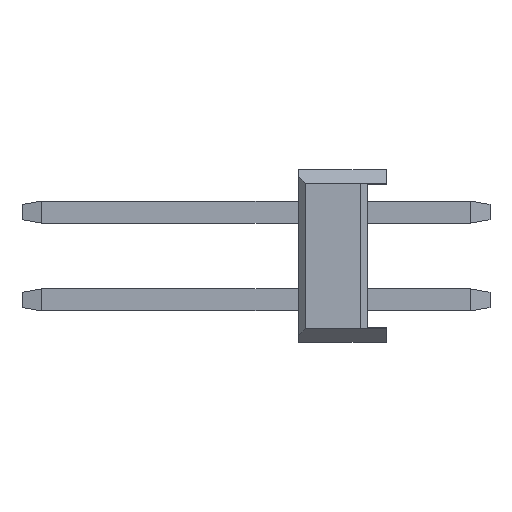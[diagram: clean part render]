
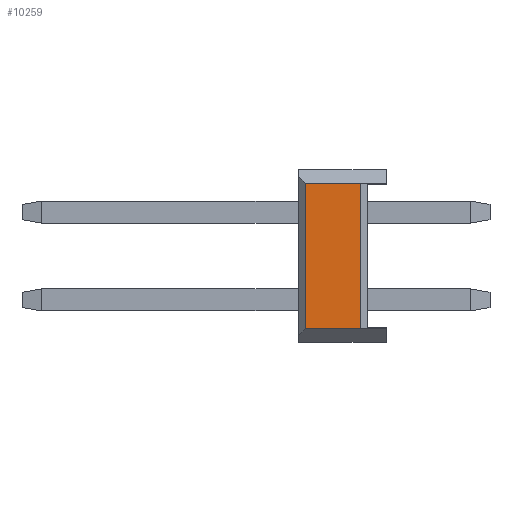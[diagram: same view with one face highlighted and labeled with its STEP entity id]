
A CAD part, left-side view. The second image highlights one B-rep face of the part: STEP entity #10259.
In plain terms, the highlighted planar face has unit normal (-1, 0, 0).
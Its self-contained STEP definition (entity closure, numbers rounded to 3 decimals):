
#536 = PLANE ( 'NONE',  #10370 ) ;
#825 = VERTEX_POINT ( 'NONE', #1410 ) ;
#1167 = LINE ( 'NONE', #3889, #8969 ) ;
#1193 = LINE ( 'NONE', #7937, #3611 ) ;
#1228 = ORIENTED_EDGE ( 'NONE', *, *, #10441, .T. ) ;
#1410 = CARTESIAN_POINT ( 'NONE',  ( -1.27, 0.74, 2.1 ) ) ;
#1459 = VERTEX_POINT ( 'NONE', #6452 ) ;
#1478 = EDGE_LOOP ( 'NONE', ( #7297, #2562, #11900, #1228 ) ) ;
#1563 = CARTESIAN_POINT ( 'NONE',  ( -1.27, 2.54, 2.1 ) ) ;
#2256 = VERTEX_POINT ( 'NONE', #2587 ) ;
#2562 = ORIENTED_EDGE ( 'NONE', *, *, #9909, .T. ) ;
#2587 = CARTESIAN_POINT ( 'NONE',  ( -1.27, 0.74, -2.1 ) ) ;
#2615 = VECTOR ( 'NONE', #7041, 1000. ) ;
#2852 = DIRECTION ( 'NONE',  ( 0., -1., 0. ) ) ;
#3067 = LINE ( 'NONE', #3839, #8168 ) ;
#3611 = VECTOR ( 'NONE', #2852, 1000. ) ;
#3628 = DIRECTION ( 'NONE',  ( 0., 0., -1. ) ) ;
#3839 = CARTESIAN_POINT ( 'NONE',  ( -1.27, 0.74, -2.1 ) ) ;
#3889 = CARTESIAN_POINT ( 'NONE',  ( -1.27, 2.54, -2.1 ) ) ;
#4996 = FACE_OUTER_BOUND ( 'NONE', #1478, .T. ) ;
#5152 = VERTEX_POINT ( 'NONE', #12856 ) ;
#5883 = DIRECTION ( 'NONE',  ( 0., 0., 1. ) ) ;
#6452 = CARTESIAN_POINT ( 'NONE',  ( -1.27, 2.34, 2.1 ) ) ;
#7041 = DIRECTION ( 'NONE',  ( 0., 0., -1. ) ) ;
#7297 = ORIENTED_EDGE ( 'NONE', *, *, #9216, .F. ) ;
#7937 = CARTESIAN_POINT ( 'NONE',  ( -1.27, 2.54, 2.1 ) ) ;
#8168 = VECTOR ( 'NONE', #5883, 1000. ) ;
#8969 = VECTOR ( 'NONE', #9987, 1000. ) ;
#9216 = EDGE_CURVE ( 'NONE', #1459, #825, #1193, .T. ) ;
#9722 = DIRECTION ( 'NONE',  ( 1., 0., 0. ) ) ;
#9842 = EDGE_CURVE ( 'NONE', #5152, #2256, #1167, .T. ) ;
#9909 = EDGE_CURVE ( 'NONE', #1459, #5152, #10755, .T. ) ;
#9987 = DIRECTION ( 'NONE',  ( 0., -1., 0. ) ) ;
#10259 = ADVANCED_FACE ( 'NONE', ( #4996 ), #536, .F. ) ;
#10370 = AXIS2_PLACEMENT_3D ( 'NONE', #1563, #9722, #3628 ) ;
#10441 = EDGE_CURVE ( 'NONE', #2256, #825, #3067, .T. ) ;
#10755 = LINE ( 'NONE', #11097, #2615 ) ;
#11097 = CARTESIAN_POINT ( 'NONE',  ( -1.27, 2.34, 2.1 ) ) ;
#11900 = ORIENTED_EDGE ( 'NONE', *, *, #9842, .T. ) ;
#12856 = CARTESIAN_POINT ( 'NONE',  ( -1.27, 2.34, -2.1 ) ) ;
